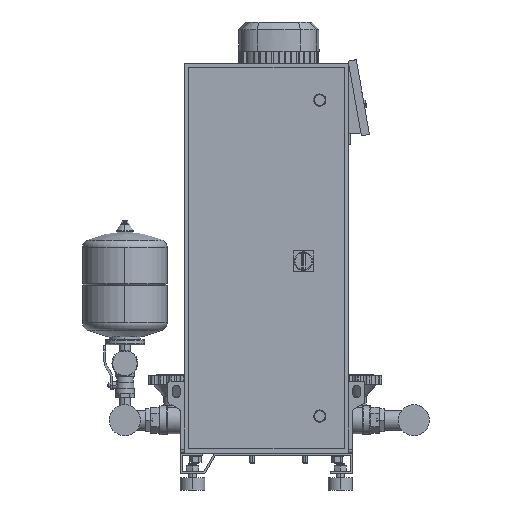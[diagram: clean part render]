
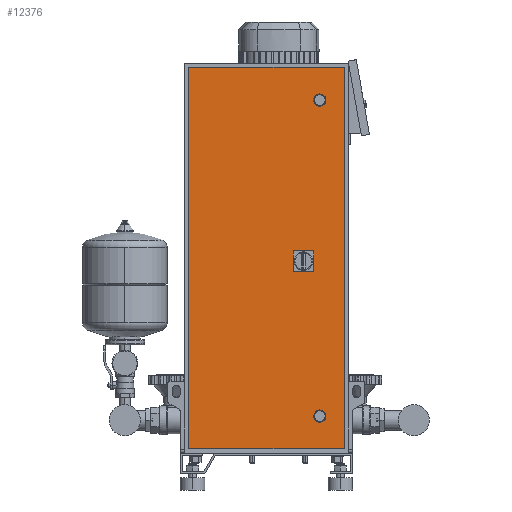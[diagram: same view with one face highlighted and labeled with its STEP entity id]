
A CAD part, left-side view. The second image highlights one B-rep face of the part: STEP entity #12376.
In plain terms, the highlighted free-form (B-spline) face has degree [1, 1] with [2, 2] control points.
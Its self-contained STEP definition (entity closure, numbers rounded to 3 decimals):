
#11854=CARTESIAN_POINT('',(-200.0,-130.0,935.0));
#11855=VERTEX_POINT('',#11854);
#11871=CARTESIAN_POINT('',(-200.0,-130.0,965.0));
#11872=VERTEX_POINT('',#11871);
#11879=CARTESIAN_POINT('',(-200.0,-130.0,950.0));
#11880=DIRECTION('',(1.0,0.0,0.0));
#11881=DIRECTION('',(0.0,0.0,-1.0));
#11882=AXIS2_PLACEMENT_3D('',#11879,#11880,#11881);
#11883=CIRCLE('',#11882,15.0);
#11884=EDGE_CURVE('',#11855,#11872,#11883,.T.);
#11978=CARTESIAN_POINT('',(-200.0,-130.0,165.0));
#11979=VERTEX_POINT('',#11978);
#11995=CARTESIAN_POINT('',(-200.0,-130.0,195.0));
#11996=VERTEX_POINT('',#11995);
#12003=CARTESIAN_POINT('',(-200.0,-130.0,180.0));
#12004=DIRECTION('',(1.0,0.0,0.0));
#12005=DIRECTION('',(0.0,0.0,-1.0));
#12006=AXIS2_PLACEMENT_3D('',#12003,#12004,#12005);
#12007=CIRCLE('',#12006,15.0);
#12008=EDGE_CURVE('',#11979,#11996,#12007,.T.);
#12077=CARTESIAN_POINT('',(-200.0,-130.0,180.0));
#12078=DIRECTION('',(1.0,0.0,0.0));
#12079=DIRECTION('',(0.0,0.0,-1.0));
#12080=AXIS2_PLACEMENT_3D('',#12077,#12078,#12079);
#12081=CIRCLE('',#12080,15.0);
#12082=EDGE_CURVE('',#11996,#11979,#12081,.T.);
#12142=CARTESIAN_POINT('',(-200.0,190.0,100.0));
#12143=VERTEX_POINT('',#12142);
#12144=CARTESIAN_POINT('',(-200.0,-190.0,100.0));
#12145=VERTEX_POINT('',#12144);
#12146=CARTESIAN_POINT('',(-200.0,190.0,100.0));
#12147=DIRECTION('',(0.0,-1.0,0.0));
#12148=VECTOR('',#12147,380.0);
#12149=LINE('',#12146,#12148);
#12150=EDGE_CURVE('',#12143,#12145,#12149,.T.);
#12201=CARTESIAN_POINT('',(-200.0,-130.0,950.0));
#12202=DIRECTION('',(1.0,0.0,0.0));
#12203=DIRECTION('',(0.0,0.0,-1.0));
#12204=AXIS2_PLACEMENT_3D('',#12201,#12202,#12203);
#12205=CIRCLE('',#12204,15.0);
#12206=EDGE_CURVE('',#11872,#11855,#12205,.T.);
#12266=CARTESIAN_POINT('',(-200.0,-190.0,1030.0));
#12267=VERTEX_POINT('',#12266);
#12268=CARTESIAN_POINT('',(-200.0,190.,1030.0));
#12269=VERTEX_POINT('',#12268);
#12270=CARTESIAN_POINT('',(-200.0,-190.0,1030.0));
#12271=DIRECTION('',(0.0,1.0,0.0));
#12272=VECTOR('',#12271,380.);
#12273=LINE('',#12270,#12272);
#12274=EDGE_CURVE('',#12267,#12269,#12273,.T.);
#12328=CARTESIAN_POINT('',(-200.0,-190.0,100.0));
#12329=DIRECTION('',(0.0,0.0,1.0));
#12330=VECTOR('',#12329,930.0);
#12331=LINE('',#12328,#12330);
#12332=EDGE_CURVE('',#12145,#12267,#12331,.T.);
#12347=CARTESIAN_POINT('',(-200.0,190.,1030.0));
#12348=DIRECTION('',(0.0,0.0,-1.0));
#12349=VECTOR('',#12348,930.0);
#12350=LINE('',#12347,#12349);
#12351=EDGE_CURVE('',#12269,#12143,#12350,.T.);
#12357=CARTESIAN_POINT('',(-200.0,190.0,1030.0));
#12358=CARTESIAN_POINT('',(-200.0,190.0,100.0));
#12359=CARTESIAN_POINT('',(-200.0,-190.0,1030.0));
#12360=CARTESIAN_POINT('',(-200.0,-190.0,100.0));
#12361=B_SPLINE_SURFACE_WITH_KNOTS('',1,1,((#12357,#12359),(#12358,#12360)),.UNSPECIFIED.,.F.,.F.,.U.,(2,2),(2,2),(0.0,930.0),(0.0,380.0),.UNSPECIFIED.);
#12362=ORIENTED_EDGE('',*,*,#12351,.T.);
#12363=ORIENTED_EDGE('',*,*,#12150,.T.);
#12364=ORIENTED_EDGE('',*,*,#12332,.T.);
#12365=ORIENTED_EDGE('',*,*,#12274,.T.);
#12366=EDGE_LOOP('',(#12362,#12363,#12364,#12365));
#12367=FACE_OUTER_BOUND('',#12366,.T.);
#12368=ORIENTED_EDGE('',*,*,#12082,.T.);
#12369=ORIENTED_EDGE('',*,*,#12008,.T.);
#12370=EDGE_LOOP('',(#12368,#12369));
#12371=FACE_BOUND('',#12370,.T.);
#12372=ORIENTED_EDGE('',*,*,#12206,.T.);
#12373=ORIENTED_EDGE('',*,*,#11884,.T.);
#12374=EDGE_LOOP('',(#12372,#12373));
#12375=FACE_BOUND('',#12374,.T.);
#12376=ADVANCED_FACE('',(#12367,#12371,#12375),#12361,.T.);
